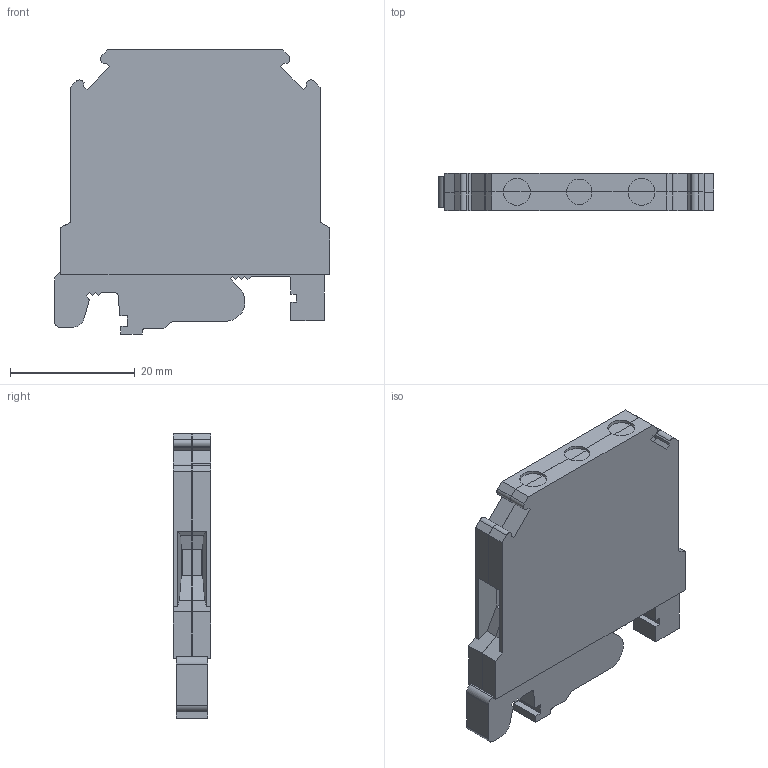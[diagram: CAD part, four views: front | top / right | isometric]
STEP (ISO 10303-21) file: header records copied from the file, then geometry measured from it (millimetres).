
FILE_DESCRIPTION(/* description */ ('Unknown'),/* implementation_level */ '2;1');
FILE_NAME(/* name */ 'ET4_GNYE_3D',/* time_stamp */ '2019-09-26T12:14:21+06:00',/* author */ ('Unknown'),/* organization */ ('Unknown'),/* preprocessor_version */ 'ST-DEVELOPER v16.7',/* originating_system */ 'DEX',/* authorisation */ $);
FILE_SCHEMA (('AUTOMOTIVE_DESIGN {1 0 10303 214 3 1 1}'));
Length unit declared in the file: millimetre
Products named in the file (1): ET4
Bounding box: 44.03 x 6.01 x 45.53 mm (x, y, z)
Volume: 9140.9 mm3; surface area: 6795.9 mm2
Topology: 1 solids, 2 shells, 416 faces, 1236 edges, 820 vertices
Faces by surface type: plane 318, cylinder 67, torus 16, bspline 9, cone 6
Entity records: 16898 total; most frequent: CARTESIAN_POINT 2815, ORIENTED_EDGE 2448, DIRECTION 2137, EDGE_CURVE 1224, LINE 1013, VECTOR 1013, VERTEX_POINT 814, AXIS2_PLACEMENT_3D 562
